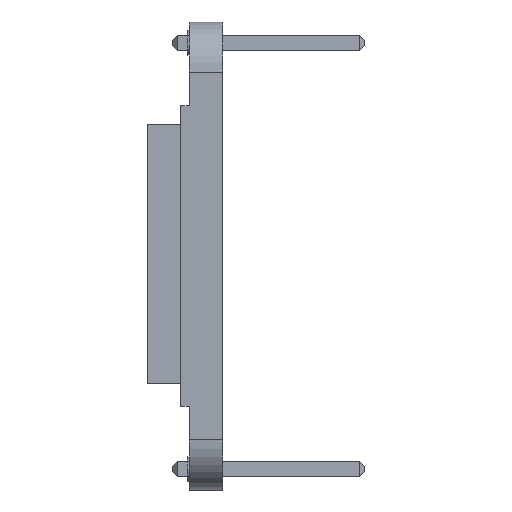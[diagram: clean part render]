
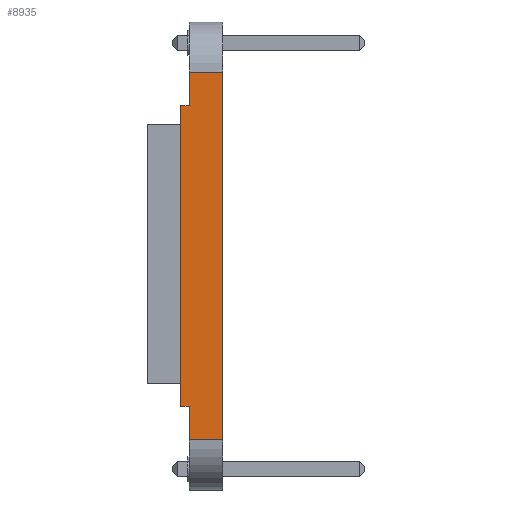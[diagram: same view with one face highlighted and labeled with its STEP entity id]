
A CAD part, left-side view. The second image highlights one B-rep face of the part: STEP entity #8935.
In plain terms, the highlighted planar face has unit normal (-1, 0, 0).
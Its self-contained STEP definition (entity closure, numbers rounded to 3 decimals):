
#857=FACE_OUTER_BOUND('',#1471,.T.);
#1471=EDGE_LOOP('',(#7493,#7494,#7495,#7496,#7497,#7498,#7499,#7500));
#2558=LINE('',#14167,#3596);
#2566=LINE('',#14182,#3604);
#2567=LINE('',#14184,#3605);
#2568=LINE('',#14187,#3606);
#2576=LINE('',#14210,#3614);
#2589=LINE('',#14308,#3627);
#2590=LINE('',#14311,#3628);
#2591=LINE('',#14312,#3629);
#3596=VECTOR('',#11623,10.);
#3604=VECTOR('',#11635,10.);
#3605=VECTOR('',#11638,10.);
#3606=VECTOR('',#11641,10.);
#3614=VECTOR('',#11657,10.);
#3627=VECTOR('',#11748,10.);
#3628=VECTOR('',#11751,10.);
#3629=VECTOR('',#11752,10.);
#4249=VERTEX_POINT('',#14163);
#4251=VERTEX_POINT('',#14166);
#4255=VERTEX_POINT('',#14178);
#4256=VERTEX_POINT('',#14180);
#4257=VERTEX_POINT('',#14186);
#4268=VERTEX_POINT('',#14208);
#4314=VERTEX_POINT('',#14306);
#4315=VERTEX_POINT('',#14310);
#5334=EDGE_CURVE('',#4249,#4251,#2558,.T.);
#5342=EDGE_CURVE('',#4255,#4256,#2566,.T.);
#5343=EDGE_CURVE('',#4251,#4256,#2567,.T.);
#5344=EDGE_CURVE('',#4257,#4255,#2568,.T.);
#5356=EDGE_CURVE('',#4249,#4268,#2576,.T.);
#5405=EDGE_CURVE('',#4257,#4314,#2589,.T.);
#5406=EDGE_CURVE('',#4315,#4268,#2590,.T.);
#5407=EDGE_CURVE('',#4314,#4315,#2591,.T.);
#7493=ORIENTED_EDGE('',*,*,#5405,.F.);
#7494=ORIENTED_EDGE('',*,*,#5344,.T.);
#7495=ORIENTED_EDGE('',*,*,#5342,.T.);
#7496=ORIENTED_EDGE('',*,*,#5343,.F.);
#7497=ORIENTED_EDGE('',*,*,#5334,.F.);
#7498=ORIENTED_EDGE('',*,*,#5356,.T.);
#7499=ORIENTED_EDGE('',*,*,#5406,.F.);
#7500=ORIENTED_EDGE('',*,*,#5407,.F.);
#8425=PLANE('',#9601);
#8935=ADVANCED_FACE('',(#857),#8425,.T.);
#9601=AXIS2_PLACEMENT_3D('',#14309,#11749,#11750);
#11623=DIRECTION('',(0.,1.,0.));
#11635=DIRECTION('',(0.,1.,0.));
#11638=DIRECTION('',(0.,0.,1.));
#11641=DIRECTION('',(0.,0.,-1.));
#11657=DIRECTION('',(0.,0.,-1.));
#11748=DIRECTION('',(0.,-1.,0.));
#11749=DIRECTION('center_axis',(-1.,0.,0.));
#11750=DIRECTION('ref_axis',(0.,0.,-1.));
#11751=DIRECTION('',(0.,1.,0.));
#11752=DIRECTION('',(0.,0.,-1.));
#14163=CARTESIAN_POINT('',(-20.,2.,-12.993));
#14166=CARTESIAN_POINT('',(-20.,2.5,-12.993));
#14167=CARTESIAN_POINT('',(-20.,2.,-12.993));
#14178=CARTESIAN_POINT('',(-20.,2.,5.007));
#14180=CARTESIAN_POINT('',(-20.,2.5,5.007));
#14182=CARTESIAN_POINT('',(-20.,2.,5.007));
#14184=CARTESIAN_POINT('',(-20.,2.5,5.007));
#14186=CARTESIAN_POINT('',(-20.,2.,7.007));
#14187=CARTESIAN_POINT('',(-20.,2.,10.007));
#14208=CARTESIAN_POINT('',(-20.,2.,-14.993));
#14210=CARTESIAN_POINT('',(-20.,2.,10.007));
#14306=CARTESIAN_POINT('',(-20.,0.,7.007));
#14308=CARTESIAN_POINT('',(-20.,2.,7.007));
#14309=CARTESIAN_POINT('Origin',(-20.,2.,10.007));
#14310=CARTESIAN_POINT('',(-20.,0.,-14.993));
#14311=CARTESIAN_POINT('',(-20.,2.,-14.993));
#14312=CARTESIAN_POINT('',(-20.,0.,10.007));
